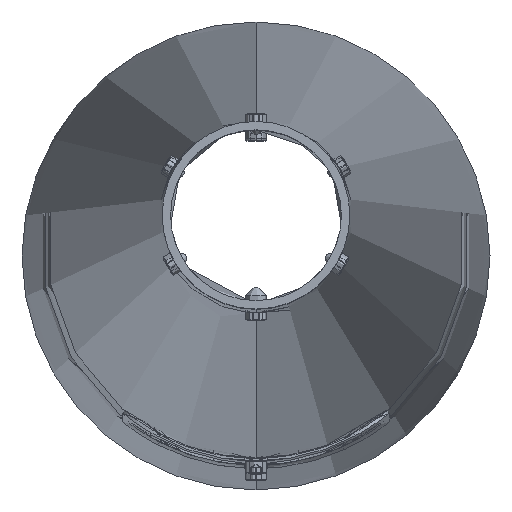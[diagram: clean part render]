
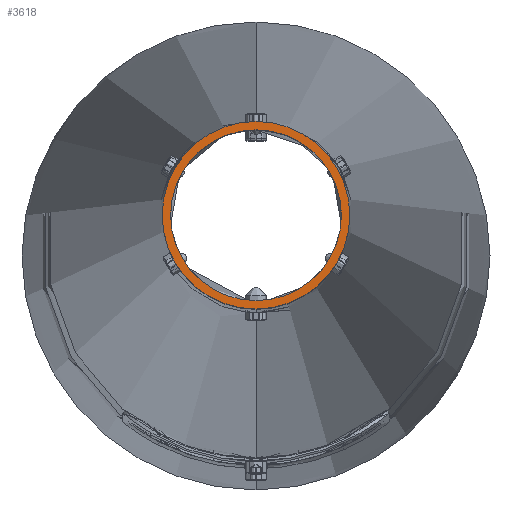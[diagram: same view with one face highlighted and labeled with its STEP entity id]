
A CAD part, top view. The second image highlights one B-rep face of the part: STEP entity #3618.
In plain terms, the highlighted face is planar.
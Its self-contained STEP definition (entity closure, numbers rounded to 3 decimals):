
#62 = DIRECTION ( 'NONE',  ( 0., 1., 0. ) ) ;
#495 = EDGE_CURVE ( 'NONE', #2827, #1331, #4262, .T. ) ;
#517 = FACE_BOUND ( 'NONE', #4794, .T. ) ;
#617 = CARTESIAN_POINT ( 'NONE',  ( 0., 11100., 40.5 ) ) ;
#666 = CARTESIAN_POINT ( 'NONE',  ( 0., 11100., 0. ) ) ;
#1331 = VERTEX_POINT ( 'NONE', #4519 ) ;
#1332 = CIRCLE ( 'NONE', #2220, 44.5 ) ;
#1621 = DIRECTION ( 'NONE',  ( 0., -1., 0. ) ) ;
#1662 = FACE_OUTER_BOUND ( 'NONE', #3604, .T. ) ;
#1690 = DIRECTION ( 'NONE',  ( 0., 0., -1. ) ) ;
#1916 = EDGE_CURVE ( 'NONE', #1331, #2827, #1332, .T. ) ;
#2190 = PLANE ( 'NONE',  #6146 ) ;
#2220 = AXIS2_PLACEMENT_3D ( 'NONE', #5615, #6179, #4607 ) ;
#2726 = EDGE_CURVE ( 'NONE', #2959, #5707, #3566, .T. ) ;
#2827 = VERTEX_POINT ( 'NONE', #4865 ) ;
#2841 = DIRECTION ( 'NONE',  ( 0., -1., 0. ) ) ;
#2843 = ORIENTED_EDGE ( 'NONE', *, *, #1916, .F. ) ;
#2959 = VERTEX_POINT ( 'NONE', #617 ) ;
#3211 = CARTESIAN_POINT ( 'NONE',  ( 0., 11100., 0. ) ) ;
#3256 = DIRECTION ( 'NONE',  ( 0., 0., -1. ) ) ;
#3447 = CARTESIAN_POINT ( 'NONE',  ( 0., 11100., -40.5 ) ) ;
#3566 = CIRCLE ( 'NONE', #6861, 40.5 ) ;
#3604 = EDGE_LOOP ( 'NONE', ( #6095, #2843 ) ) ;
#3618 = ADVANCED_FACE ( 'NONE', ( #517, #1662 ), #2190, .T. ) ;
#3982 = AXIS2_PLACEMENT_3D ( 'NONE', #3211, #1621, #1690 ) ;
#4262 = CIRCLE ( 'NONE', #4499, 44.5 ) ;
#4336 = CARTESIAN_POINT ( 'NONE',  ( -44.5, 11100., 0. ) ) ;
#4411 = DIRECTION ( 'NONE',  ( 0., 0., 1. ) ) ;
#4499 = AXIS2_PLACEMENT_3D ( 'NONE', #666, #2841, #3256 ) ;
#4519 = CARTESIAN_POINT ( 'NONE',  ( 0., 11100., 44.5 ) ) ;
#4607 = DIRECTION ( 'NONE',  ( 0., 0., -1. ) ) ;
#4632 = ORIENTED_EDGE ( 'NONE', *, *, #2726, .T. ) ;
#4678 = DIRECTION ( 'NONE',  ( 0., 0., -1. ) ) ;
#4794 = EDGE_LOOP ( 'NONE', ( #6529, #4632 ) ) ;
#4865 = CARTESIAN_POINT ( 'NONE',  ( 0., 11100., -44.5 ) ) ;
#5339 = CIRCLE ( 'NONE', #3982, 40.5 ) ;
#5386 = EDGE_CURVE ( 'NONE', #5707, #2959, #5339, .T. ) ;
#5615 = CARTESIAN_POINT ( 'NONE',  ( 0., 11100., 0. ) ) ;
#5707 = VERTEX_POINT ( 'NONE', #3447 ) ;
#5855 = CARTESIAN_POINT ( 'NONE',  ( 0., 11100., 0. ) ) ;
#6095 = ORIENTED_EDGE ( 'NONE', *, *, #495, .F. ) ;
#6146 = AXIS2_PLACEMENT_3D ( 'NONE', #4336, #62, #4411 ) ;
#6179 = DIRECTION ( 'NONE',  ( 0., -1., 0. ) ) ;
#6529 = ORIENTED_EDGE ( 'NONE', *, *, #5386, .T. ) ;
#6861 = AXIS2_PLACEMENT_3D ( 'NONE', #5855, #6876, #4678 ) ;
#6876 = DIRECTION ( 'NONE',  ( 0., -1., 0. ) ) ;
